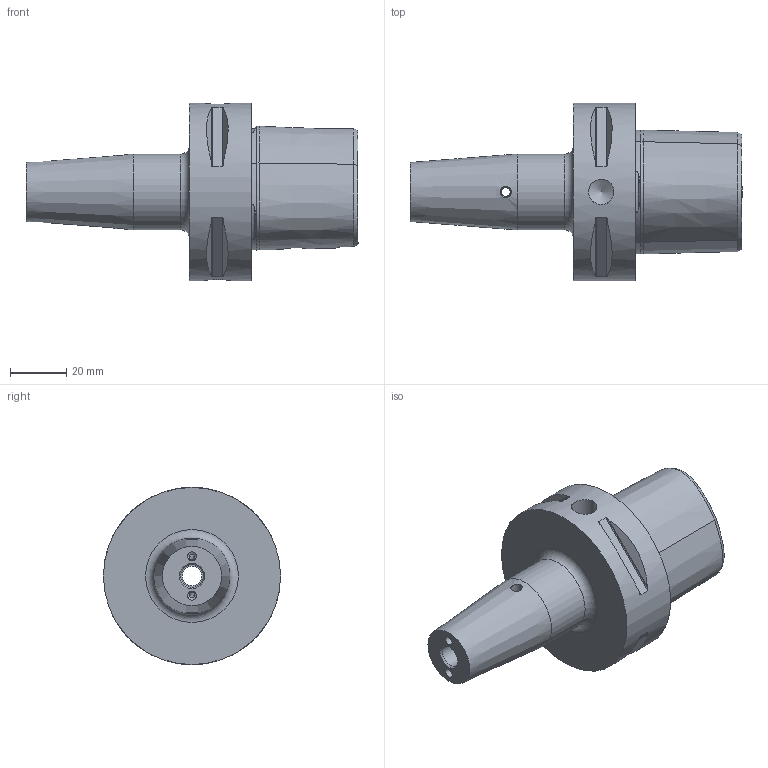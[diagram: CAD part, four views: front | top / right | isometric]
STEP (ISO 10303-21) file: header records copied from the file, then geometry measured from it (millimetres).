
FILE_DESCRIPTION(/* description */ (''),/* implementation_level */ '2;1');
FILE_NAME(/* name */ '06_08_36.stp',/* time_stamp */ '2023-01-25T11:20:34+01:00',/* author */ ('cad'),/* organization */ (''),/* preprocessor_version */ 'ST-DEVELOPER v18.1',/* originating_system */ 'Autodesk Inventor 2021',/* authorisation */ '');
FILE_SCHEMA (('AUTOMOTIVE_DESIGN { 1 0 10303 214 3 1 1 }'));
Length unit declared in the file: millimetre
Products named in the file (1): 06_08_36
Bounding box: 118 x 63 x 63 mm (x, y, z)
Volume: 119326.1 mm3; surface area: 26813.4 mm2
Topology: 1 solids, 1 shells, 103 faces, 304 edges, 210 vertices
Faces by surface type: plane 33, cylinder 32, cone 22, bspline 12, torus 4
Full cylindrical faces by diameter (mm): 2 x2, 3.242 x2, 3.3 x2, 4 x2, 5 x1, 6.917 x1, 8 x1, 8.1 x2, 8.5 x1, 9 x1, 10 x1, 18.376 x1, 20.3 x1, 27 x1, 28 x2, 32 x1, 63 x1
Entity records: 4866 total; most frequent: CARTESIAN_POINT 2144, ORIENTED_EDGE 600, DIRECTION 509, EDGE_CURVE 300, AXIS2_PLACEMENT_3D 215, VERTEX_POINT 208, EDGE_LOOP 124, CIRCLE 115
